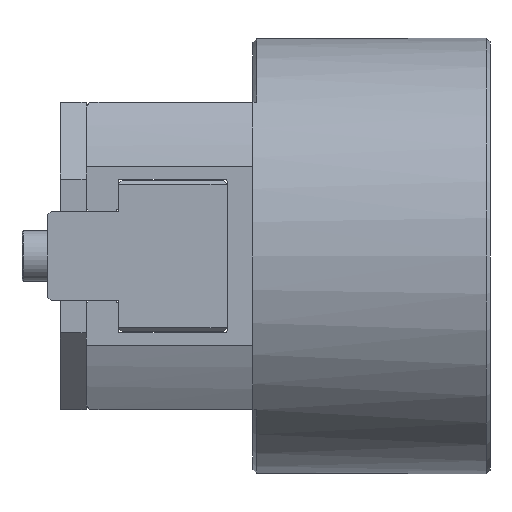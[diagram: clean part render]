
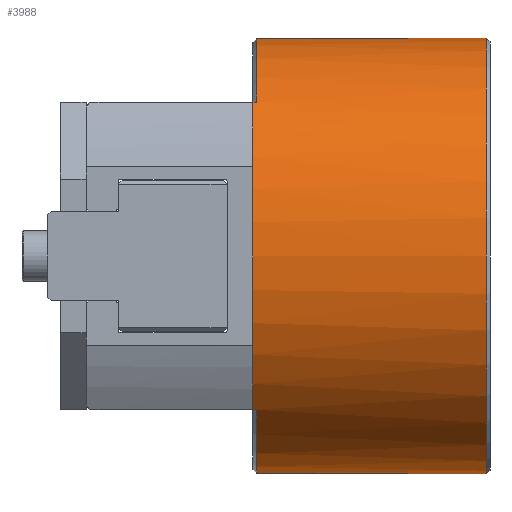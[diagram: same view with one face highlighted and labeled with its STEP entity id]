
A CAD part, left-side view. The second image highlights one B-rep face of the part: STEP entity #3988.
In plain terms, the highlighted cylindrical face has radius 17 mm (diameter 34 mm), a full revolution.
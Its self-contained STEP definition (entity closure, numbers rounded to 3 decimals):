
#103=B_SPLINE_CURVE_WITH_KNOTS('',3,(#6382,#6383,#6384,#6385,#6386,#6387,
#6388,#6389,#6390,#6391,#6392,#6393,#6394,#6395,#6396),.UNSPECIFIED.,.F.,
 .F.,(4,2,2,2,3,2,4),(-0.772,-0.575,-0.378,
-0.189,0.,0.188,0.373),
 .UNSPECIFIED.);
#104=B_SPLINE_CURVE_WITH_KNOTS('',3,(#6414,#6415,#6416,#6417,#6418,#6419,
#6420,#6421,#6422,#6423,#6424,#6425,#6426,#6427,#6428,#6429,#6430,#6431),
 .UNSPECIFIED.,.F.,.F.,(4,2,2,2,2,2,2,2,4),(-2.378,-2.179,
-1.981,-1.793,-1.606,-1.418,
-1.23,-1.032,-0.833),.UNSPECIFIED.);
#170=FACE_BOUND('',#662,.T.);
#338=CYLINDRICAL_SURFACE('',#4410,17.);
#438=FACE_OUTER_BOUND('',#661,.T.);
#661=EDGE_LOOP('',(#2976,#2977,#2978,#2979,#2980,#2981,#2982,#2983,#2984,
#2985,#2986,#2987,#2988,#2989,#2990,#2991));
#662=EDGE_LOOP('',(#2992,#2993,#2994,#2995));
#935=LINE('',#6370,#1271);
#936=LINE('',#6374,#1272);
#937=LINE('',#6378,#1273);
#938=LINE('',#6400,#1274);
#939=LINE('',#6404,#1275);
#940=LINE('',#6406,#1276);
#941=LINE('',#6411,#1277);
#1271=VECTOR('',#5072,10.);
#1272=VECTOR('',#5075,10.);
#1273=VECTOR('',#5078,10.);
#1274=VECTOR('',#5083,10.);
#1275=VECTOR('',#5086,10.);
#1276=VECTOR('',#5089,17.);
#1277=VECTOR('',#5092,10.);
#1575=CIRCLE('',#4408,17.);
#1577=CIRCLE('',#4411,17.);
#1578=CIRCLE('',#4412,17.);
#1579=CIRCLE('',#4413,17.);
#1580=CIRCLE('',#4414,17.);
#1581=CIRCLE('',#4415,17.);
#1582=CIRCLE('',#4416,17.);
#1583=CIRCLE('',#4417,17.);
#1584=CIRCLE('',#4418,17.);
#1585=CIRCLE('',#4419,17.);
#1822=VERTEX_POINT('',#6360);
#1824=VERTEX_POINT('',#6366);
#1825=VERTEX_POINT('',#6367);
#1826=VERTEX_POINT('',#6369);
#1827=VERTEX_POINT('',#6371);
#1828=VERTEX_POINT('',#6373);
#1829=VERTEX_POINT('',#6375);
#1830=VERTEX_POINT('',#6377);
#1831=VERTEX_POINT('',#6379);
#1832=VERTEX_POINT('',#6381);
#1833=VERTEX_POINT('',#6397);
#1834=VERTEX_POINT('',#6399);
#1835=VERTEX_POINT('',#6401);
#1836=VERTEX_POINT('',#6403);
#1837=VERTEX_POINT('',#6407);
#1838=VERTEX_POINT('',#6408);
#1839=VERTEX_POINT('',#6410);
#1840=VERTEX_POINT('',#6412);
#2268=EDGE_CURVE('',#1822,#1822,#1575,.T.);
#2271=EDGE_CURVE('',#1824,#1825,#1577,.T.);
#2272=EDGE_CURVE('',#1826,#1824,#935,.T.);
#2273=EDGE_CURVE('',#1827,#1826,#1578,.T.);
#2274=EDGE_CURVE('',#1828,#1827,#936,.T.);
#2275=EDGE_CURVE('',#1829,#1828,#1579,.T.);
#2276=EDGE_CURVE('',#1829,#1830,#937,.T.);
#2277=EDGE_CURVE('',#1830,#1831,#1580,.T.);
#2278=EDGE_CURVE('',#1831,#1832,#103,.T.);
#2279=EDGE_CURVE('',#1833,#1832,#1581,.T.);
#2280=EDGE_CURVE('',#1834,#1833,#938,.T.);
#2281=EDGE_CURVE('',#1835,#1834,#1582,.T.);
#2282=EDGE_CURVE('',#1836,#1835,#939,.T.);
#2283=EDGE_CURVE('',#1825,#1836,#1583,.T.);
#2284=EDGE_CURVE('',#1825,#1822,#940,.T.);
#2285=EDGE_CURVE('',#1837,#1838,#1584,.T.);
#2286=EDGE_CURVE('',#1838,#1839,#941,.T.);
#2287=EDGE_CURVE('',#1839,#1840,#1585,.T.);
#2288=EDGE_CURVE('',#1840,#1837,#104,.T.);
#2976=ORIENTED_EDGE('',*,*,#2271,.F.);
#2977=ORIENTED_EDGE('',*,*,#2272,.F.);
#2978=ORIENTED_EDGE('',*,*,#2273,.F.);
#2979=ORIENTED_EDGE('',*,*,#2274,.F.);
#2980=ORIENTED_EDGE('',*,*,#2275,.F.);
#2981=ORIENTED_EDGE('',*,*,#2276,.T.);
#2982=ORIENTED_EDGE('',*,*,#2277,.T.);
#2983=ORIENTED_EDGE('',*,*,#2278,.T.);
#2984=ORIENTED_EDGE('',*,*,#2279,.F.);
#2985=ORIENTED_EDGE('',*,*,#2280,.F.);
#2986=ORIENTED_EDGE('',*,*,#2281,.F.);
#2987=ORIENTED_EDGE('',*,*,#2282,.F.);
#2988=ORIENTED_EDGE('',*,*,#2283,.F.);
#2989=ORIENTED_EDGE('',*,*,#2284,.T.);
#2990=ORIENTED_EDGE('',*,*,#2268,.F.);
#2991=ORIENTED_EDGE('',*,*,#2284,.F.);
#2992=ORIENTED_EDGE('',*,*,#2285,.T.);
#2993=ORIENTED_EDGE('',*,*,#2286,.T.);
#2994=ORIENTED_EDGE('',*,*,#2287,.T.);
#2995=ORIENTED_EDGE('',*,*,#2288,.T.);
#3988=ADVANCED_FACE('',(#438,#170),#338,.T.);
#4408=AXIS2_PLACEMENT_3D('',#6361,#5063,#5064);
#4410=AXIS2_PLACEMENT_3D('',#6365,#5068,#5069);
#4411=AXIS2_PLACEMENT_3D('',#6368,#5070,#5071);
#4412=AXIS2_PLACEMENT_3D('',#6372,#5073,#5074);
#4413=AXIS2_PLACEMENT_3D('',#6376,#5076,#5077);
#4414=AXIS2_PLACEMENT_3D('',#6380,#5079,#5080);
#4415=AXIS2_PLACEMENT_3D('',#6398,#5081,#5082);
#4416=AXIS2_PLACEMENT_3D('',#6402,#5084,#5085);
#4417=AXIS2_PLACEMENT_3D('',#6405,#5087,#5088);
#4418=AXIS2_PLACEMENT_3D('',#6409,#5090,#5091);
#4419=AXIS2_PLACEMENT_3D('',#6413,#5093,#5094);
#5063=DIRECTION('center_axis',(0.,-1.,0.));
#5064=DIRECTION('ref_axis',(1.,0.,0.));
#5068=DIRECTION('center_axis',(0.,1.,0.));
#5069=DIRECTION('ref_axis',(1.,0.,0.));
#5070=DIRECTION('center_axis',(0.,1.,0.));
#5071=DIRECTION('ref_axis',(1.,0.,0.));
#5072=DIRECTION('',(0.,1.,0.));
#5073=DIRECTION('center_axis',(0.,1.,0.));
#5074=DIRECTION('ref_axis',(1.,0.,0.));
#5075=DIRECTION('',(0.,-1.,0.));
#5076=DIRECTION('center_axis',(0.,1.,0.));
#5077=DIRECTION('ref_axis',(1.,0.,0.));
#5078=DIRECTION('',(0.,-1.,0.));
#5079=DIRECTION('center_axis',(0.,-1.,0.));
#5080=DIRECTION('ref_axis',(1.,0.,0.));
#5081=DIRECTION('center_axis',(0.,1.,0.));
#5082=DIRECTION('ref_axis',(1.,0.,0.));
#5083=DIRECTION('',(0.,1.,0.));
#5084=DIRECTION('center_axis',(0.,1.,0.));
#5085=DIRECTION('ref_axis',(1.,0.,0.));
#5086=DIRECTION('',(0.,-1.,0.));
#5087=DIRECTION('center_axis',(0.,1.,0.));
#5088=DIRECTION('ref_axis',(1.,0.,0.));
#5089=DIRECTION('',(0.,-1.,0.));
#5090=DIRECTION('center_axis',(0.,-1.,0.));
#5091=DIRECTION('ref_axis',(1.,0.,0.));
#5092=DIRECTION('',(0.,1.,0.));
#5093=DIRECTION('center_axis',(0.,1.,0.));
#5094=DIRECTION('ref_axis',(1.,0.,0.));
#6360=CARTESIAN_POINT('',(-17.,0.3,0.));
#6361=CARTESIAN_POINT('Origin',(0.,0.3,0.));
#6365=CARTESIAN_POINT('Origin',(0.,0.,0.));
#6366=CARTESIAN_POINT('',(-12.042,18.5,-12.));
#6367=CARTESIAN_POINT('',(-17.,18.5,0.));
#6368=CARTESIAN_POINT('Origin',(0.,18.5,0.));
#6369=CARTESIAN_POINT('',(-12.042,18.2,-12.));
#6370=CARTESIAN_POINT('',(-12.042,0.,-12.));
#6371=CARTESIAN_POINT('',(12.042,18.2,-12.));
#6372=CARTESIAN_POINT('Origin',(0.,18.2,0.));
#6373=CARTESIAN_POINT('',(12.042,18.5,-12.));
#6374=CARTESIAN_POINT('',(12.042,0.,-12.));
#6375=CARTESIAN_POINT('',(13.5,18.5,-10.332));
#6376=CARTESIAN_POINT('Origin',(0.,18.5,0.));
#6377=CARTESIAN_POINT('',(13.5,10.,-10.332));
#6378=CARTESIAN_POINT('',(13.5,0.,-10.332));
#6379=CARTESIAN_POINT('',(15.492,10.,-7.));
#6380=CARTESIAN_POINT('Origin',(0.,10.,0.));
#6381=CARTESIAN_POINT('',(16.651,18.5,-3.429));
#6382=CARTESIAN_POINT('Ctrl Pts',(15.492,10.,-7.));
#6383=CARTESIAN_POINT('Ctrl Pts',(15.762,10.,-6.401));
#6384=CARTESIAN_POINT('Ctrl Pts',(16.014,10.115,-5.742));
#6385=CARTESIAN_POINT('Ctrl Pts',(16.406,10.617,-4.503));
#6386=CARTESIAN_POINT('Ctrl Pts',(16.548,11.005,-3.924));
#6387=CARTESIAN_POINT('Ctrl Pts',(16.735,11.905,-3.024));
#6388=CARTESIAN_POINT('Ctrl Pts',(16.796,12.466,-2.638));
#6389=CARTESIAN_POINT('Ctrl Pts',(16.868,13.698,-2.126));
#6390=CARTESIAN_POINT('Ctrl Pts',(16.882,14.37,-2.));
#6391=CARTESIAN_POINT('Ctrl Pts',(16.882,15.,-2.));
#6392=CARTESIAN_POINT('Ctrl Pts',(16.882,15.626,-2.));
#6393=CARTESIAN_POINT('Ctrl Pts',(16.869,16.293,-2.125));
#6394=CARTESIAN_POINT('Ctrl Pts',(16.798,17.511,-2.627));
#6395=CARTESIAN_POINT('Ctrl Pts',(16.739,18.063,-3.001));
#6396=CARTESIAN_POINT('Ctrl Pts',(16.651,18.5,-3.429));
#6397=CARTESIAN_POINT('',(12.042,18.5,12.));
#6398=CARTESIAN_POINT('Origin',(0.,18.5,0.));
#6399=CARTESIAN_POINT('',(12.042,18.2,12.));
#6400=CARTESIAN_POINT('',(12.042,0.,12.));
#6401=CARTESIAN_POINT('',(-12.042,18.2,12.));
#6402=CARTESIAN_POINT('Origin',(0.,18.2,0.));
#6403=CARTESIAN_POINT('',(-12.042,18.5,12.));
#6404=CARTESIAN_POINT('',(-12.042,0.,12.));
#6405=CARTESIAN_POINT('Origin',(0.,18.5,0.));
#6406=CARTESIAN_POINT('',(-17.,0.,0.));
#6407=CARTESIAN_POINT('',(15.492,1.,7.));
#6408=CARTESIAN_POINT('',(13.5,1.,10.332));
#6409=CARTESIAN_POINT('Origin',(0.,1.,0.));
#6410=CARTESIAN_POINT('',(13.5,11.,10.332));
#6411=CARTESIAN_POINT('',(13.5,0.,10.332));
#6412=CARTESIAN_POINT('',(15.492,11.,7.));
#6413=CARTESIAN_POINT('Origin',(0.,11.,0.));
#6414=CARTESIAN_POINT('Ctrl Pts',(15.492,11.,7.));
#6415=CARTESIAN_POINT('Ctrl Pts',(15.764,11.,6.397));
#6416=CARTESIAN_POINT('Ctrl Pts',(16.017,10.884,5.734));
#6417=CARTESIAN_POINT('Ctrl Pts',(16.41,10.376,4.489));
#6418=CARTESIAN_POINT('Ctrl Pts',(16.552,9.983,3.907));
#6419=CARTESIAN_POINT('Ctrl Pts',(16.737,9.078,3.011));
#6420=CARTESIAN_POINT('Ctrl Pts',(16.797,8.519,2.63));
#6421=CARTESIAN_POINT('Ctrl Pts',(16.869,7.293,2.125));
#6422=CARTESIAN_POINT('Ctrl Pts',(16.882,6.626,2.));
#6423=CARTESIAN_POINT('Ctrl Pts',(16.882,5.374,2.));
#6424=CARTESIAN_POINT('Ctrl Pts',(16.869,4.707,2.125));
#6425=CARTESIAN_POINT('Ctrl Pts',(16.797,3.481,2.63));
#6426=CARTESIAN_POINT('Ctrl Pts',(16.737,2.922,3.011));
#6427=CARTESIAN_POINT('Ctrl Pts',(16.552,2.017,3.907));
#6428=CARTESIAN_POINT('Ctrl Pts',(16.41,1.624,4.489));
#6429=CARTESIAN_POINT('Ctrl Pts',(16.017,1.116,5.734));
#6430=CARTESIAN_POINT('Ctrl Pts',(15.764,1.,6.397));
#6431=CARTESIAN_POINT('Ctrl Pts',(15.492,1.,7.));
